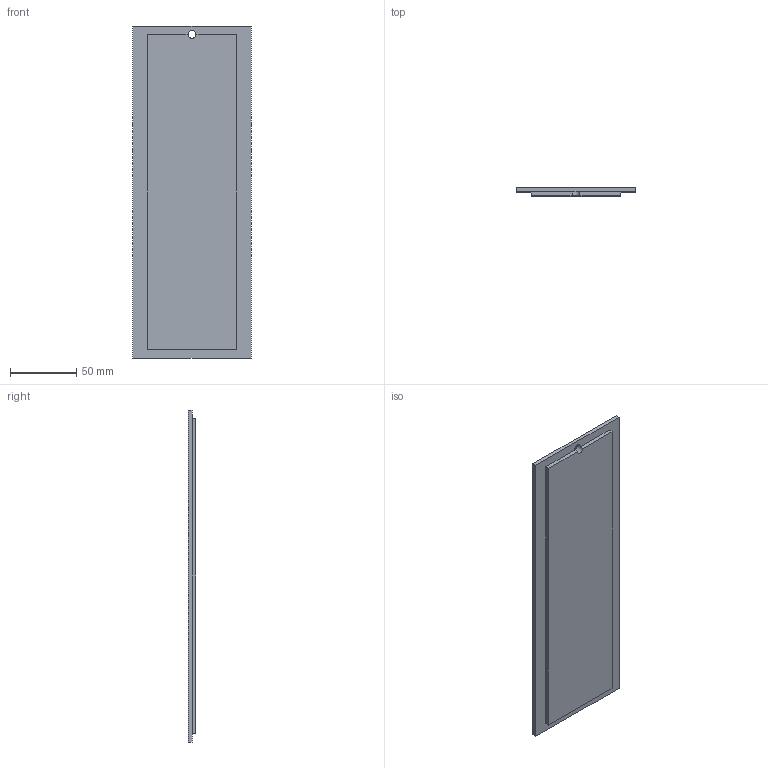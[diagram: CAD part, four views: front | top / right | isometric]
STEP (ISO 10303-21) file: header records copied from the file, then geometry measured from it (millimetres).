
FILE_DESCRIPTION (( 'STEP AP203' ), '1' );
FILE_NAME ('KNR-80-00-7012 Ïðèáîðíàÿ çàãëóøêà ONFLOOR 80_0.STEP', '2016-02-19T14:10:45', ( '' ), ( '' ), 'SwSTEP 2.0', 'SolidWorks 2014', '' );
FILE_SCHEMA (( 'CONFIG_CONTROL_DESIGN' ));
Length unit declared in the file: millimetre
Products named in the file (1): KNR-80-00-7012 Ïðèáîðíàÿ çàãëóøêà ONFLOOR 80_0
Bounding box: 89 x 6 x 250 mm (x, y, z)
Volume: 114711.1 mm3; surface area: 48369.2 mm2
Topology: 1 solids, 1 shells, 13 faces, 33 edges, 22 vertices
Faces by surface type: plane 12, cylinder 1
Full cylindrical faces by diameter (mm): 6 x1
Entity records: 457 total; most frequent: CARTESIAN_POINT 66, DIRECTION 62, ORIENTED_EDGE 62, EDGE_CURVE 31, LINE 28, VECTOR 28, VERTEX_POINT 21, AXIS2_PLACEMENT_3D 17
